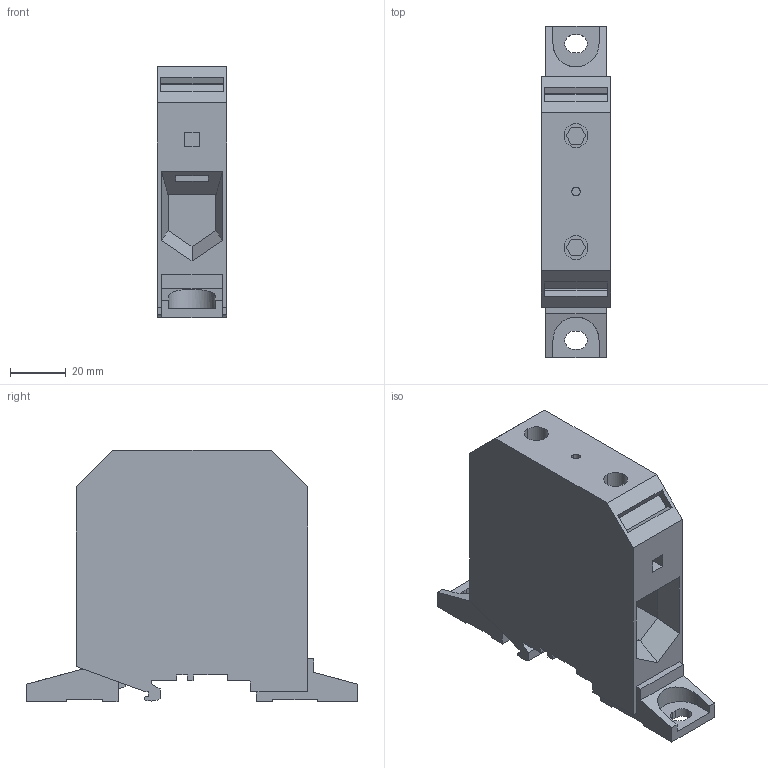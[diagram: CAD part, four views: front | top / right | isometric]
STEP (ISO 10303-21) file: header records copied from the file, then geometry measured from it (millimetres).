
FILE_DESCRIPTION(('Creo Elements/Direct Modeling STEP Export'),'2;1');
FILE_NAME('model.stp','2020-05-21T13:56:11',(''),(''),'Creo Elements/Direct Modeling STEP processor for AP214 (Solid Model)','Creo Elements/Direct Modeling 20.1A 29-Sep-2018 (C) Parametric Technology GmbH','');
FILE_SCHEMA(('AUTOMOTIVE_DESIGN { 1 0 10303 214 1 1 1 1 }'));
Length unit declared in the file: millimetre
Products named in the file (2): UKH_95_F_BU-select
Assembly tree (1 placements, depth 2):
  UKH_95_F_BU-select
    UKH_95_F_BU-select
Bounding box: 25 x 118.8 x 90.08 mm (x, y, z)
Volume: 149259 mm3; surface area: 32660.1 mm2
Topology: 1 solids, 1 shells, 154 faces, 412 edges, 274 vertices
Faces by surface type: plane 139, cylinder 15
Entity records: 5895 total; most frequent: CARTESIAN_POINT 830, ORIENTED_EDGE 824, DIRECTION 734, EDGE_CURVE 412, VECTOR 378, LINE 378, VERTEX_POINT 274, AXIS2_PLACEMENT_3D 178
